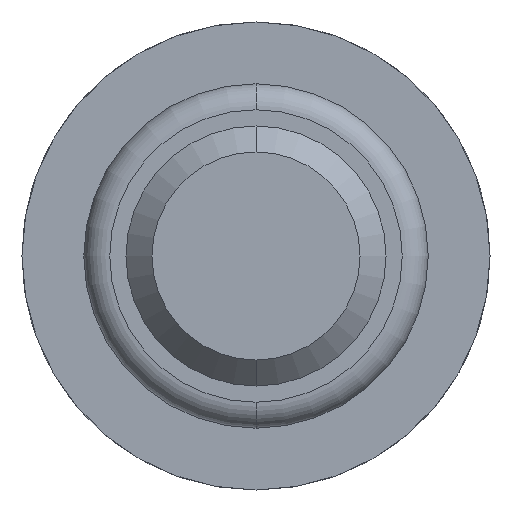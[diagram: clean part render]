
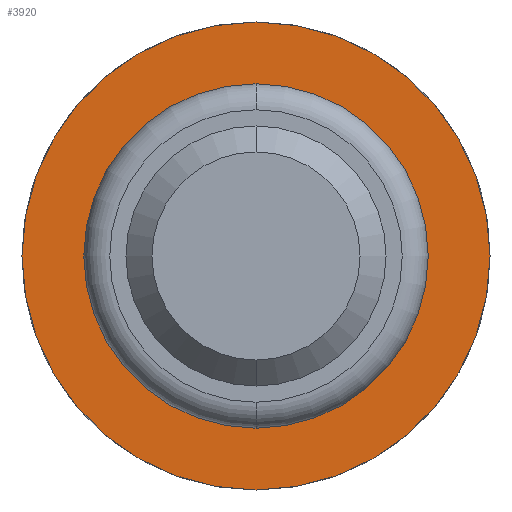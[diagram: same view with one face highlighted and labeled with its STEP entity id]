
A CAD part, front view. The second image highlights one B-rep face of the part: STEP entity #3920.
In plain terms, the highlighted planar face has unit normal (0, -1, 0).
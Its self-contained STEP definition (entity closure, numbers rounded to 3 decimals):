
#6 = CIRCLE ( 'NONE', #364, 1.8 ) ;
#127 = EDGE_CURVE ( 'Defeature ausgef�hrt3_12+Defeature ausgef�hrt3_13+Defeature ausgef�hrt3_13+Defeature ausgef�hrt3_13', #774, #1276, #2098, .T. ) ;
#242 = ORIENTED_EDGE ( 'NONE', *, *, #1433, .T. ) ;
#331 = DIRECTION ( 'NONE',  ( 0., 1., 0. ) ) ;
#364 = AXIS2_PLACEMENT_3D ( 'NONE', #1467, #1046, #3563 ) ;
#402 = DIRECTION ( 'NONE',  ( 0., 1., 0. ) ) ;
#436 = EDGE_CURVE ( 'Defeature ausgef�hrt3_12+Defeature ausgef�hrt3_13+Defeature ausgef�hrt3_13+Defeature ausgef�hrt3_13', #1276, #774, #6, .T. ) ;
#562 = DIRECTION ( 'NONE',  ( 0., 0., 1. ) ) ;
#584 = DIRECTION ( 'NONE',  ( 0., 1., 0. ) ) ;
#746 = CARTESIAN_POINT ( 'NONE',  ( 0., -1.8, 0. ) ) ;
#774 = VERTEX_POINT ( 'NONE', #828 ) ;
#807 = ORIENTED_EDGE ( 'NONE', *, *, #127, .F. ) ;
#828 = CARTESIAN_POINT ( 'NONE',  ( 0., -1.8, -1.8 ) ) ;
#1010 = DIRECTION ( 'NONE',  ( 0., 0., 1. ) ) ;
#1046 = DIRECTION ( 'NONE',  ( 0., 1., 0. ) ) ;
#1163 = EDGE_LOOP ( 'NONE', ( #3367, #242 ) ) ;
#1276 = VERTEX_POINT ( 'NONE', #3894 ) ;
#1354 = DIRECTION ( 'NONE',  ( 0., 0., 1. ) ) ;
#1382 = CARTESIAN_POINT ( 'NONE',  ( 0., -1.8, -1.325 ) ) ;
#1433 = EDGE_CURVE ( 'Defeature ausgef�hrt3_13+Defeature ausgef�hrt3_14+Defeature ausgef�hrt3_14+Defeature ausgef�hrt3_14', #3274, #4248, #4367, .T. ) ;
#1436 = PLANE ( 'NONE',  #2127 ) ;
#1467 = CARTESIAN_POINT ( 'NONE',  ( 0., -1.8, 0. ) ) ;
#1537 = DIRECTION ( 'NONE',  ( 0., 1., 0. ) ) ;
#1549 = EDGE_LOOP ( 'NONE', ( #4053, #807 ) ) ;
#1923 = DIRECTION ( 'NONE',  ( 0., 0., 1. ) ) ;
#2098 = CIRCLE ( 'NONE', #2957, 1.8 ) ;
#2127 = AXIS2_PLACEMENT_3D ( 'NONE', #3071, #331, #1010 ) ;
#2256 = AXIS2_PLACEMENT_3D ( 'NONE', #746, #402, #1354 ) ;
#2482 = EDGE_CURVE ( 'Defeature ausgef�hrt3_13+Defeature ausgef�hrt3_14+Defeature ausgef�hrt3_14+Defeature ausgef�hrt3_14', #4248, #3274, #3935, .T. ) ;
#2941 = CARTESIAN_POINT ( 'NONE',  ( 0., -1.8, 0. ) ) ;
#2949 = CARTESIAN_POINT ( 'NONE',  ( 0., -1.8, 1.325 ) ) ;
#2957 = AXIS2_PLACEMENT_3D ( 'NONE', #4368, #1537, #562 ) ;
#3071 = CARTESIAN_POINT ( 'NONE',  ( 1.8, -1.8, 0. ) ) ;
#3119 = AXIS2_PLACEMENT_3D ( 'NONE', #2941, #584, #1923 ) ;
#3274 = VERTEX_POINT ( 'NONE', #1382 ) ;
#3367 = ORIENTED_EDGE ( 'NONE', *, *, #2482, .T. ) ;
#3534 = FACE_OUTER_BOUND ( 'NONE', #1549, .T. ) ;
#3563 = DIRECTION ( 'NONE',  ( 0., 0., 1. ) ) ;
#3894 = CARTESIAN_POINT ( 'NONE',  ( 0., -1.8, 1.8 ) ) ;
#3920 = ADVANCED_FACE ( 'Defeature ausgef�hrt3_13', ( #3534, #4226 ), #1436, .F. ) ;
#3935 = CIRCLE ( 'NONE', #2256, 1.325 ) ;
#4053 = ORIENTED_EDGE ( 'NONE', *, *, #436, .F. ) ;
#4226 = FACE_BOUND ( 'NONE', #1163, .T. ) ;
#4248 = VERTEX_POINT ( 'NONE', #2949 ) ;
#4367 = CIRCLE ( 'NONE', #3119, 1.325 ) ;
#4368 = CARTESIAN_POINT ( 'NONE',  ( 0., -1.8, 0. ) ) ;
